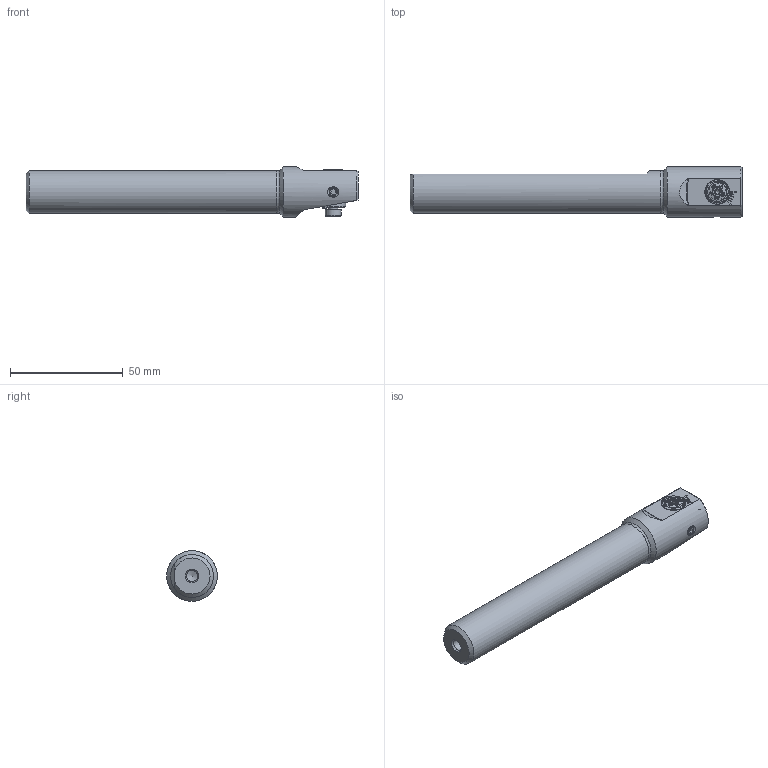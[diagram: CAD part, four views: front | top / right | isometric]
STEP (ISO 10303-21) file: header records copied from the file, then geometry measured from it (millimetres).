
FILE_DESCRIPTION (( 'STEP AP214' ), '1' );
FILE_NAME ('W19.F20.AA4.150.STEP', '2020-08-12T10:08:43', ( '' ), ( '' ), 'SwSTEP 2.0', 'SolidWorks 2017', '' );
FILE_SCHEMA (( 'AUTOMOTIVE_DESIGN' ));
Length unit declared in the file: millimetre
Products named in the file (15): F20-BG2.008.009_A; DIN 7984 - M4 x 6_PreviewCfg; F20-BG1.AA4.011_verstellbar; ISO 4026 - M4 x 4; F20-BG2.011.003_A; F20-BG1.AA3.011_A_Standart ; F20-BG3.004.018_A; W19.F20.AA4.150; W19-F20.AA3.150_A_bohrungen gef〕lt; DIN 3771 - 11x1_x; Klebstoff D4; F20-BG2.011.004_A; F20-BG2.007.006_A; F20-BG1.008.006_B; ISO 4762 - M1.4 x 6
Assembly tree (14 placements, depth 3):
  W19.F20.AA4.150
    W19-F20.AA3.150_A_bohrungen gef〕lt
    F20-BG1.AA4.011_verstellbar
      F20-BG1.AA3.011_A_Standart 
      F20-BG2.008.009_A
      F20-BG2.011.003_A
      DIN 3771 - 11x1_x
      F20-BG2.007.006_A
      F20-BG2.011.004_A
      F20-BG1.008.006_B
    F20-BG3.004.018_A
    Klebstoff D4
    DIN 7984 - M4 x 6_PreviewCfg
    ISO 4762 - M1.4 x 6
    ISO 4026 - M4 x 4
Bounding box: 147.5 x 22.5 x 22.5 mm (x, y, z)
Volume: 39674.4 mm3; surface area: 15257.5 mm2
Topology: 13 solids, 13 shells, 498 faces, 1313 edges, 853 vertices
Faces by surface type: plane 286, cone 103, cylinder 53, bspline 36, torus 20
Full cylindrical faces by diameter (mm): 1.08 x1, 1.4 x1, 1.5 x2, 1.9 x1, 2.1 x6, 2.6 x1, 3 x2, 3.3 x2, 3.95 x2, 4 x8, 4.5 x1, 5 x1, 5.4 x1, 5.7 x1, 6 x2, 6.2 x1, 6.5 x1, 7 x1, 8 x4, 8.65 x1, 10.85 x1, 10.98 x1, 11 x3, 19.05 x1, 22.5 x1
Entity records: 20938 total; most frequent: CARTESIAN_POINT 6115, ORIENTED_EDGE 2338, DIRECTION 1903, EDGE_CURVE 1169, VERTEX_POINT 817, AXIS2_PLACEMENT_3D 737, EDGE_LOOP 640, FACE_OUTER_BOUND 561
